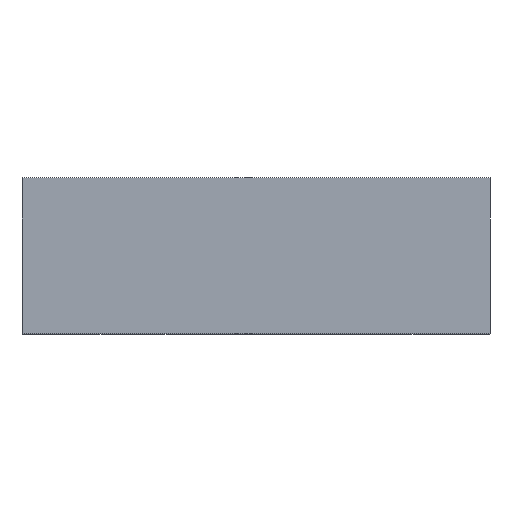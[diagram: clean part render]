
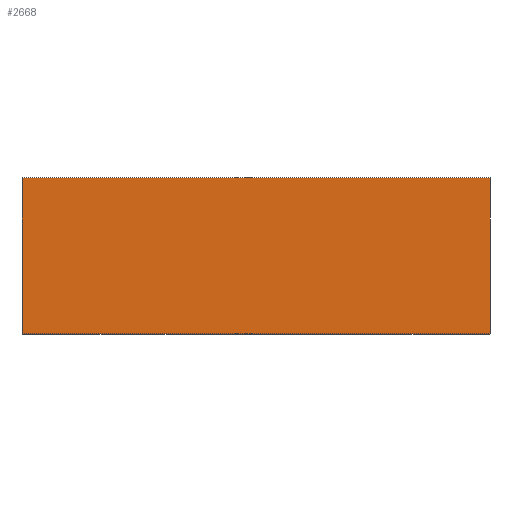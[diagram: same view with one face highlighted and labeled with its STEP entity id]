
A CAD part, top view. The second image highlights one B-rep face of the part: STEP entity #2668.
In plain terms, the highlighted planar face has unit normal (0, 0, 1).
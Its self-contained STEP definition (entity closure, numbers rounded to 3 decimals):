
#305=ORIENTED_EDGE('',*,*,#782,.T.);
#306=ORIENTED_EDGE('',*,*,#822,.F.);
#307=ORIENTED_EDGE('',*,*,#765,.F.);
#308=ORIENTED_EDGE('',*,*,#786,.T.);
#765=EDGE_CURVE('',#1036,#1037,#1207,.T.);
#782=EDGE_CURVE('',#1054,#1053,#1224,.T.);
#786=EDGE_CURVE('',#1036,#1054,#1228,.T.);
#822=EDGE_CURVE('',#1037,#1053,#1264,.T.);
#1036=VERTEX_POINT('',#3625);
#1037=VERTEX_POINT('',#3627);
#1053=VERTEX_POINT('',#3660);
#1054=VERTEX_POINT('',#3662);
#1207=LINE('',#3626,#1398);
#1224=LINE('',#3661,#1415);
#1228=LINE('',#3668,#1419);
#1264=LINE('',#3736,#1455);
#1398=VECTOR('',#2972,1000.);
#1415=VECTOR('',#2991,1000.);
#1419=VECTOR('',#2997,1000.);
#1455=VECTOR('',#3049,1000.);
#1564=EDGE_LOOP('',(#305,#306,#307,#308));
#1691=FACE_BOUND('',#1564,.T.);
#1800=PLANE('',#2796);
#2668=ADVANCED_FACE('',(#1691),#1800,.F.);
#2796=AXIS2_PLACEMENT_3D('',#3737,#3050,#3051);
#2972=DIRECTION('',(-1.,0.,0.));
#2991=DIRECTION('',(-1.,0.,0.));
#2997=DIRECTION('',(0.,1.,0.));
#3049=DIRECTION('',(0.,1.,0.));
#3050=DIRECTION('',(0.,0.,-1.));
#3051=DIRECTION('',(-1.,0.,0.));
#3625=CARTESIAN_POINT('',(9.,-3.,5.75));
#3626=CARTESIAN_POINT('',(9.,-3.,5.75));
#3627=CARTESIAN_POINT('',(-9.,-3.,5.75));
#3660=CARTESIAN_POINT('',(-9.,3.,5.75));
#3661=CARTESIAN_POINT('',(9.,3.,5.75));
#3662=CARTESIAN_POINT('',(9.,3.,5.75));
#3668=CARTESIAN_POINT('',(9.,-3.,5.75));
#3736=CARTESIAN_POINT('',(-9.,-3.,5.75));
#3737=CARTESIAN_POINT('',(9.,-3.,5.75));
